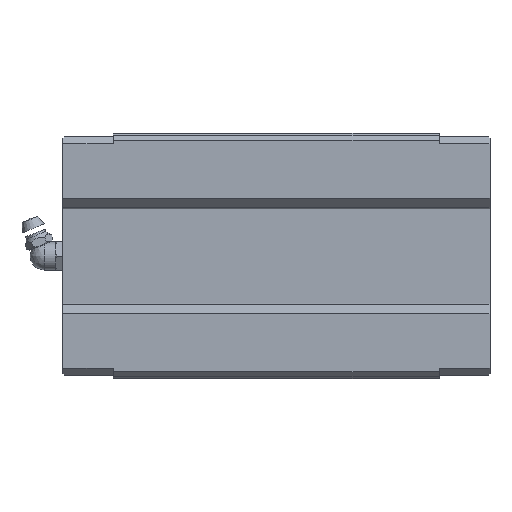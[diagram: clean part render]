
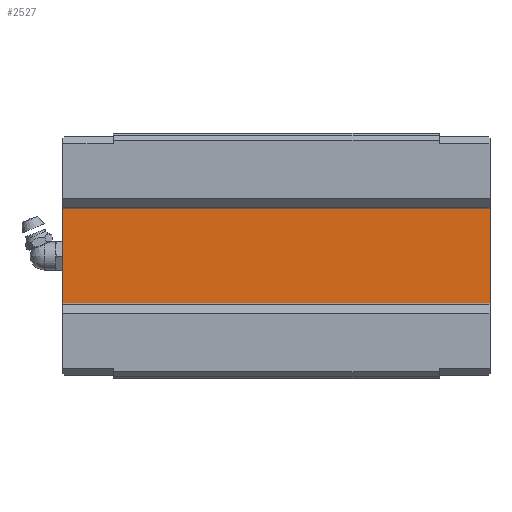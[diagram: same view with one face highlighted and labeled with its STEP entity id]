
A CAD part, front view. The second image highlights one B-rep face of the part: STEP entity #2527.
In plain terms, the highlighted planar face has unit normal (0, -1, 0).
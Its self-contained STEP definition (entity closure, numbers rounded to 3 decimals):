
#37 = ORIENTED_EDGE ( 'NONE', *, *, #2731, .T. ) ;
#131 = DIRECTION ( 'NONE',  ( -1., 0., 0. ) ) ;
#422 = CARTESIAN_POINT ( 'NONE',  ( 61., 18.5, -14.018 ) ) ;
#527 = CARTESIAN_POINT ( 'NONE',  ( 61., 18.5, 14.018 ) ) ;
#689 = DIRECTION ( 'NONE',  ( 0., 0., -1. ) ) ;
#829 = CARTESIAN_POINT ( 'NONE',  ( -61., 18.5, 14.018 ) ) ;
#1088 = CARTESIAN_POINT ( 'NONE',  ( -61., 18.5, -14.018 ) ) ;
#1188 = EDGE_CURVE ( 'NONE', #4817, #2329, #3050, .T. ) ;
#1196 = EDGE_CURVE ( 'NONE', #2998, #4817, #1755, .T. ) ;
#1755 = LINE ( 'NONE', #4300, #4724 ) ;
#1787 = EDGE_LOOP ( 'NONE', ( #4735, #2525, #4085, #37 ) ) ;
#1889 = DIRECTION ( 'NONE',  ( 0., -1., 0. ) ) ;
#1905 = LINE ( 'NONE', #1088, #2168 ) ;
#2074 = FACE_OUTER_BOUND ( 'NONE', #1787, .T. ) ;
#2168 = VECTOR ( 'NONE', #689, 1000. ) ;
#2201 = CARTESIAN_POINT ( 'NONE',  ( 61., 18.5, -14.018 ) ) ;
#2329 = VERTEX_POINT ( 'NONE', #829 ) ;
#2525 = ORIENTED_EDGE ( 'NONE', *, *, #1188, .T. ) ;
#2527 = ADVANCED_FACE ( 'NONE', ( #2074 ), #2703, .T. ) ;
#2564 = DIRECTION ( 'NONE',  ( 0., 0., 1. ) ) ;
#2604 = VECTOR ( 'NONE', #3599, 1000. ) ;
#2645 = CARTESIAN_POINT ( 'NONE',  ( 61., 18.5, -14.018 ) ) ;
#2668 = CARTESIAN_POINT ( 'NONE',  ( -61., 18.5, -14.018 ) ) ;
#2703 = PLANE ( 'NONE',  #3630 ) ;
#2731 = EDGE_CURVE ( 'NONE', #4156, #2998, #4380, .T. ) ;
#2842 = CARTESIAN_POINT ( 'NONE',  ( 61., 18.5, 14.018 ) ) ;
#2998 = VERTEX_POINT ( 'NONE', #2201 ) ;
#3050 = LINE ( 'NONE', #527, #5048 ) ;
#3599 = DIRECTION ( 'NONE',  ( 1., 0., 0. ) ) ;
#3630 = AXIS2_PLACEMENT_3D ( 'NONE', #2645, #1889, #4697 ) ;
#3773 = EDGE_CURVE ( 'NONE', #2329, #4156, #1905, .T. ) ;
#4085 = ORIENTED_EDGE ( 'NONE', *, *, #3773, .T. ) ;
#4156 = VERTEX_POINT ( 'NONE', #2668 ) ;
#4300 = CARTESIAN_POINT ( 'NONE',  ( 61., 18.5, -14.018 ) ) ;
#4380 = LINE ( 'NONE', #422, #2604 ) ;
#4697 = DIRECTION ( 'NONE',  ( 0., 0., -1. ) ) ;
#4724 = VECTOR ( 'NONE', #2564, 1000. ) ;
#4735 = ORIENTED_EDGE ( 'NONE', *, *, #1196, .T. ) ;
#4817 = VERTEX_POINT ( 'NONE', #2842 ) ;
#5048 = VECTOR ( 'NONE', #131, 1000. ) ;
